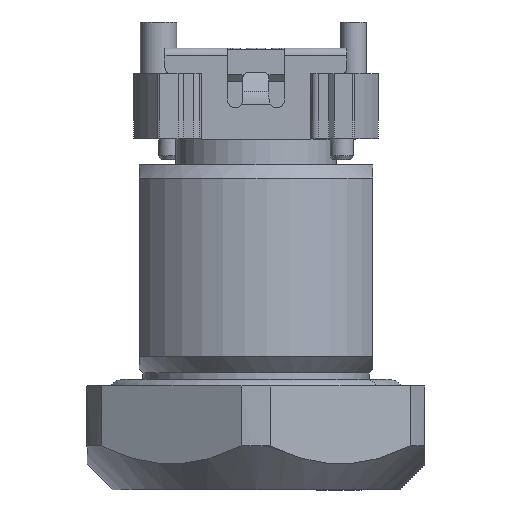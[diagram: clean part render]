
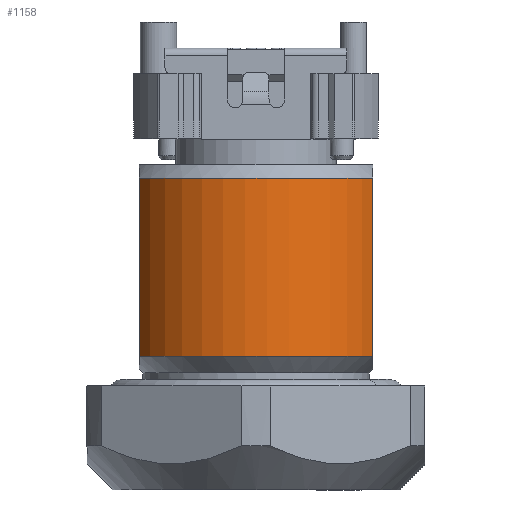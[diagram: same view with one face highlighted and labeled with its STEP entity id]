
A CAD part, front view. The second image highlights one B-rep face of the part: STEP entity #1158.
In plain terms, the highlighted cylindrical face has radius 5 mm (diameter 10 mm), a partial arc.
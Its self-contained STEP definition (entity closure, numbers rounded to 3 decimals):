
#1035=AXIS2_PLACEMENT_3D('Circle Axis2P3D',#1033,#1034,$) ;
#1116=AXIS2_PLACEMENT_3D('Circle Axis2P3D',#1114,#1115,$) ;
#1150=AXIS2_PLACEMENT_3D('Cylinder Axis2P3D',#1147,#1148,#1149) ;
#696=CARTESIAN_POINT('Vertex',(2.,4.998,12.)) ;
#736=CARTESIAN_POINT('Vertex',(2.,4.998,5.15)) ;
#739=CARTESIAN_POINT('Line Origine',(2.,4.998,8.575)) ;
#778=CARTESIAN_POINT('Vertex',(11.,4.998,12.)) ;
#781=CARTESIAN_POINT('Line Origine',(11.,4.998,8.575)) ;
#785=CARTESIAN_POINT('Vertex',(11.,4.998,5.15)) ;
#1033=CARTESIAN_POINT('Axis2P3D Location',(6.5,7.178,5.15)) ;
#1114=CARTESIAN_POINT('Axis2P3D Location',(6.5,7.178,12.)) ;
#1147=CARTESIAN_POINT('Axis2P3D Location',(6.5,7.178,8.825)) ;
#740=DIRECTION('Vector Direction',(0.,0.,-1.)) ;
#782=DIRECTION('Vector Direction',(0.,0.,1.)) ;
#1034=DIRECTION('Axis2P3D Direction',(0.,0.,1.)) ;
#1115=DIRECTION('Axis2P3D Direction',(0.,0.,-1.)) ;
#1148=DIRECTION('Axis2P3D Direction',(0.,0.,-1.)) ;
#1149=DIRECTION('Axis2P3D XDirection',(1.,0.,0.)) ;
#741=VECTOR('Line Direction',#740,1.) ;
#783=VECTOR('Line Direction',#782,1.) ;
#1153=ORIENTED_EDGE('',*,*,#743,.T.) ;
#1154=ORIENTED_EDGE('',*,*,#1037,.F.) ;
#1155=ORIENTED_EDGE('',*,*,#787,.T.) ;
#1156=ORIENTED_EDGE('',*,*,#1118,.F.) ;
#1158=ADVANCED_FACE('V1',(#1157),#1151,.T.) ;
#1036=CIRCLE('generated circle',#1035,5.) ;
#1117=CIRCLE('generated circle',#1116,5.) ;
#1151=CYLINDRICAL_SURFACE('generated cylinder',#1150,5.) ;
#743=EDGE_CURVE('',#697,#737,#742,.T.) ;
#787=EDGE_CURVE('',#786,#779,#784,.T.) ;
#1037=EDGE_CURVE('',#786,#737,#1036,.F.) ;
#1118=EDGE_CURVE('',#697,#779,#1117,.F.) ;
#1152=EDGE_LOOP('',(#1153,#1154,#1155,#1156)) ;
#1157=FACE_OUTER_BOUND('',#1152,.T.) ;
#742=LINE('Line',#739,#741) ;
#784=LINE('Line',#781,#783) ;
#697=VERTEX_POINT('',#696) ;
#737=VERTEX_POINT('',#736) ;
#779=VERTEX_POINT('',#778) ;
#786=VERTEX_POINT('',#785) ;
